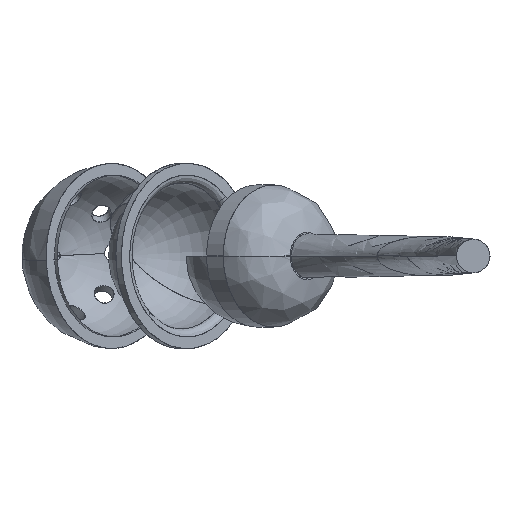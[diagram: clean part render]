
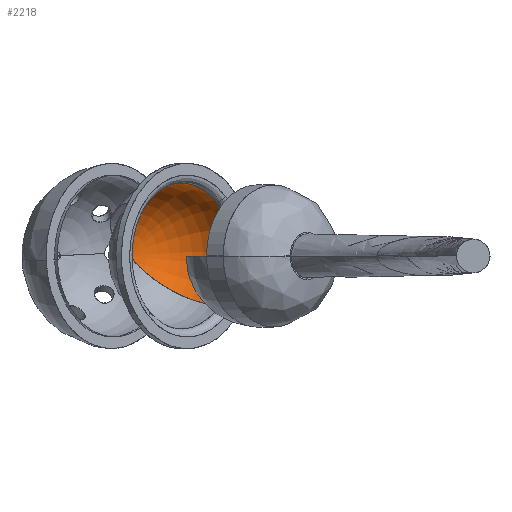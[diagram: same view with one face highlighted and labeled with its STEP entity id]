
A CAD part, front view. The second image highlights one B-rep face of the part: STEP entity #2218.
In plain terms, the highlighted face is a revolution surface.
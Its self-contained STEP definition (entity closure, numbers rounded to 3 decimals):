
#2218 = ADVANCED_FACE('',(#2219),#2286,.T.);
#2219 = FACE_BOUND('',#2220,.T.);
#2220 = EDGE_LOOP('',(#2221,#2236,#2251,#2264,#2276));
#2221 = ORIENTED_EDGE('',*,*,#2222,.F.);
#2222 = EDGE_CURVE('',#2223,#2225,#2227,.T.);
#2223 = VERTEX_POINT('',#2224);
#2224 = CARTESIAN_POINT('',(46.243,179.483,
    190.127));
#2225 = VERTEX_POINT('',#2226);
#2226 = CARTESIAN_POINT('',(42.838,202.241,
    177.678));
#2227 = B_SPLINE_CURVE_WITH_KNOTS('',7,(#2228,#2229,#2230,#2231,#2232,
    #2233,#2234,#2235),.UNSPECIFIED.,.F.,.F.,(8,8),(0.,1.),
  .PIECEWISE_BEZIER_KNOTS.);
#2228 = CARTESIAN_POINT('',(46.243,179.483,
    190.127));
#2229 = CARTESIAN_POINT('',(43.308,182.418,
    190.127));
#2230 = CARTESIAN_POINT('',(40.941,185.922,
    189.396));
#2231 = CARTESIAN_POINT('',(39.383,189.753,
    187.933));
#2232 = CARTESIAN_POINT('',(38.808,193.6,
    185.829));
#2233 = CARTESIAN_POINT('',(39.264,197.13,
    183.265));
#2234 = CARTESIAN_POINT('',(40.667,200.069,
    180.472));
#2235 = CARTESIAN_POINT('',(42.838,202.241,
    177.678));
#2236 = ORIENTED_EDGE('',*,*,#2237,.F.);
#2237 = EDGE_CURVE('',#2238,#2223,#2240,.T.);
#2238 = VERTEX_POINT('',#2239);
#2239 = CARTESIAN_POINT('',(65.596,198.836,
    165.229));
#2240 = B_SPLINE_CURVE_WITH_KNOTS('',9,(#2241,#2242,#2243,#2244,#2245,
    #2246,#2247,#2248,#2249,#2250),.UNSPECIFIED.,.F.,.F.,(10,10),(0.,1.)
  ,.PIECEWISE_BEZIER_KNOTS.);
#2241 = CARTESIAN_POINT('',(65.596,198.836,
    165.229));
#2242 = CARTESIAN_POINT('',(68.669,201.909,
    170.005));
#2243 = CARTESIAN_POINT('',(70.415,203.655,
    176.489));
#2244 = CARTESIAN_POINT('',(70.293,203.533,183.837
    ));
#2245 = CARTESIAN_POINT('',(68.075,201.315,
    190.807));
#2246 = CARTESIAN_POINT('',(64.015,197.255,
    196.03));
#2247 = CARTESIAN_POINT('',(58.899,192.139,
    198.496));
#2248 = CARTESIAN_POINT('',(53.715,186.955,
    197.974));
#2249 = CARTESIAN_POINT('',(49.316,182.556,
    194.904));
#2250 = CARTESIAN_POINT('',(46.243,179.483,
    190.127));
#2251 = ORIENTED_EDGE('',*,*,#2252,.F.);
#2252 = EDGE_CURVE('',#2253,#2238,#2255,.T.);
#2253 = VERTEX_POINT('',#2254);
#2254 = CARTESIAN_POINT('',(42.838,202.241,
    177.678));
#2255 = B_SPLINE_CURVE_WITH_KNOTS('',7,(#2256,#2257,#2258,#2259,#2260,
    #2261,#2262,#2263),.UNSPECIFIED.,.F.,.F.,(8,8),(0.,1.),
  .PIECEWISE_BEZIER_KNOTS.);
#2256 = CARTESIAN_POINT('',(42.838,202.241,
    177.678));
#2257 = CARTESIAN_POINT('',(45.009,204.412,
    174.884));
#2258 = CARTESIAN_POINT('',(47.949,205.815,
    172.091));
#2259 = CARTESIAN_POINT('',(51.479,206.271,
    169.527));
#2260 = CARTESIAN_POINT('',(55.325,205.696,
    167.423));
#2261 = CARTESIAN_POINT('',(59.156,204.138,
    165.96));
#2262 = CARTESIAN_POINT('',(62.66,201.771,
    165.229));
#2263 = CARTESIAN_POINT('',(65.596,198.836,
    165.229));
#2264 = ORIENTED_EDGE('',*,*,#2265,.F.);
#2265 = EDGE_CURVE('',#2266,#2253,#2268,.T.);
#2266 = VERTEX_POINT('',#2267);
#2267 = CARTESIAN_POINT('',(42.838,202.241,
    177.678));
#2268 = ( BOUNDED_CURVE() B_SPLINE_CURVE(6,(#2269,#2270,#2271,#2272,
#2273,#2274,#2275),.UNSPECIFIED.,.F.,.F.) B_SPLINE_CURVE_WITH_KNOTS((7,7
),(0.,1.),.PIECEWISE_BEZIER_KNOTS.) CURVE() 
GEOMETRIC_REPRESENTATION_ITEM() RATIONAL_B_SPLINE_CURVE((1.031,
    1.01,0.998,0.994,0.998,
1.01,1.031)) REPRESENTATION_ITEM('') );
#2269 = CARTESIAN_POINT('',(42.838,202.241,
    177.678));
#2270 = CARTESIAN_POINT('',(42.838,202.241,
    177.678));
#2271 = CARTESIAN_POINT('',(42.838,202.241,
    177.678));
#2272 = CARTESIAN_POINT('',(42.838,202.241,
    177.678));
#2273 = CARTESIAN_POINT('',(42.838,202.241,
    177.678));
#2274 = CARTESIAN_POINT('',(42.838,202.241,177.678)
  );
#2275 = CARTESIAN_POINT('',(42.838,202.241,
    177.678));
#2276 = ORIENTED_EDGE('',*,*,#2277,.F.);
#2277 = EDGE_CURVE('',#2225,#2266,#2278,.T.);
#2278 = ( BOUNDED_CURVE() B_SPLINE_CURVE(6,(#2279,#2280,#2281,#2282,
#2283,#2284,#2285),.UNSPECIFIED.,.F.,.F.) B_SPLINE_CURVE_WITH_KNOTS((7,7
),(0.,1.),.PIECEWISE_BEZIER_KNOTS.) CURVE() 
GEOMETRIC_REPRESENTATION_ITEM() RATIONAL_B_SPLINE_CURVE((1.031,
    1.01,0.998,0.994,0.998,
1.01,1.031)) REPRESENTATION_ITEM('') );
#2279 = CARTESIAN_POINT('',(42.838,202.241,
    177.678));
#2280 = CARTESIAN_POINT('',(42.838,202.241,
    177.678));
#2281 = CARTESIAN_POINT('',(42.838,202.241,
    177.678));
#2282 = CARTESIAN_POINT('',(42.838,202.241,
    177.678));
#2283 = CARTESIAN_POINT('',(42.838,202.241,
    177.678));
#2284 = CARTESIAN_POINT('',(42.838,202.241,
    177.678));
#2285 = CARTESIAN_POINT('',(42.838,202.241,
    177.678));
#2286 = SURFACE_OF_REVOLUTION('',#2287,#2292);
#2287 = CIRCLE('',#2288,18.5);
#2288 = AXIS2_PLACEMENT_3D('',#2289,#2290,#2291);
#2289 = CARTESIAN_POINT('',(55.919,189.159,
    177.678));
#2290 = DIRECTION('',(-0.476,-0.476,-0.74));
#2291 = DIRECTION('',(-0.523,-0.523,0.673));
#2292 = AXIS1_PLACEMENT('',#2293,#2294);
#2293 = CARTESIAN_POINT('',(55.919,189.159,
    177.678));
#2294 = DIRECTION('',(-0.707,0.707,0.));
